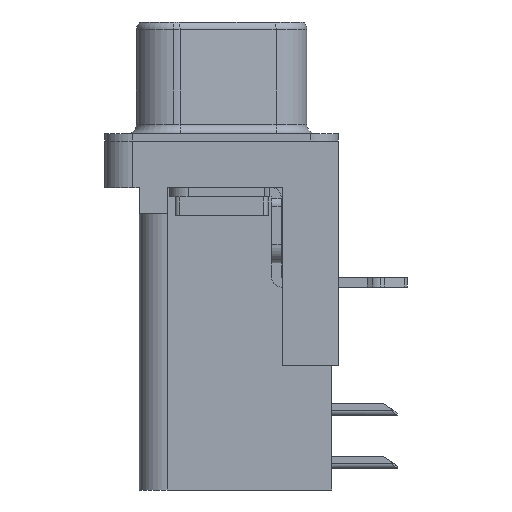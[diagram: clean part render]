
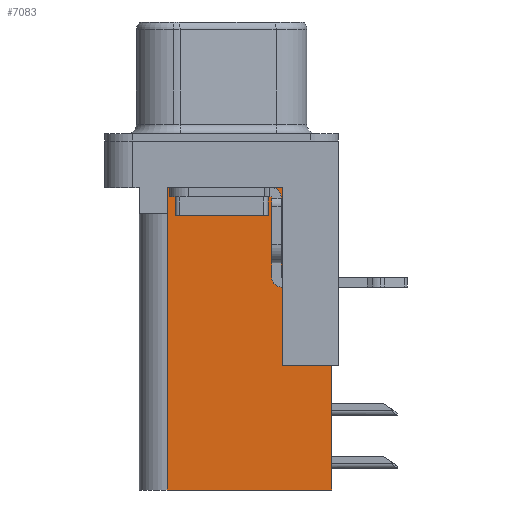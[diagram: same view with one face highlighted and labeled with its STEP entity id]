
A CAD part, left-side view. The second image highlights one B-rep face of the part: STEP entity #7083.
In plain terms, the highlighted planar face has unit normal (-1, 0, 0).
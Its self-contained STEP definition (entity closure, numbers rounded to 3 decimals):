
#90 = DIRECTION ( 'NONE',  ( 0., 0., 1. ) ) ;
#184 = CARTESIAN_POINT ( 'NONE',  ( 3.79, -3.295, -18.76 ) ) ;
#285 = CARTESIAN_POINT ( 'NONE',  ( 3.79, 2.895, -3.9 ) ) ;
#316 = LINE ( 'NONE', #2685, #7045 ) ;
#886 = CARTESIAN_POINT ( 'NONE',  ( 3.79, 2.925, -3.9 ) ) ;
#1171 = DIRECTION ( 'NONE',  ( 0., 1., 0. ) ) ;
#1579 = VERTEX_POINT ( 'NONE', #8439 ) ;
#1983 = LINE ( 'NONE', #2399, #8713 ) ;
#2394 = VERTEX_POINT ( 'NONE', #5040 ) ;
#2399 = CARTESIAN_POINT ( 'NONE',  ( 3.79, -5.925, -2. ) ) ;
#2554 = VECTOR ( 'NONE', #4677, 1000. ) ;
#2578 = VECTOR ( 'NONE', #9011, 1000. ) ;
#2607 = VECTOR ( 'NONE', #8270, 1000. ) ;
#2685 = CARTESIAN_POINT ( 'NONE',  ( 3.79, -6.295, -12.05 ) ) ;
#2812 = LINE ( 'NONE', #9041, #13091 ) ;
#2821 = EDGE_LOOP ( 'NONE', ( #14004, #6739, #6095, #5651, #10778, #10663, #11186, #14442 ) ) ;
#3273 = VECTOR ( 'NONE', #90, 1000. ) ;
#4123 = DIRECTION ( 'NONE',  ( 0., 1., 0. ) ) ;
#4677 = DIRECTION ( 'NONE',  ( 0., 1., 0. ) ) ;
#4977 = CARTESIAN_POINT ( 'NONE',  ( 3.79, 2.895, -3.9 ) ) ;
#4995 = EDGE_CURVE ( 'NONE', #2394, #7673, #13900, .T. ) ;
#5040 = CARTESIAN_POINT ( 'NONE',  ( 3.79, 2.925, -18.76 ) ) ;
#5178 = DIRECTION ( 'NONE',  ( 0., 0., -1. ) ) ;
#5391 = AXIS2_PLACEMENT_3D ( 'NONE', #11819, #9215, #1171 ) ;
#5433 = EDGE_CURVE ( 'NONE', #11691, #2394, #2812, .T. ) ;
#5436 = CARTESIAN_POINT ( 'NONE',  ( 3.79, 2.925, -18.76 ) ) ;
#5495 = EDGE_CURVE ( 'NONE', #1579, #11691, #1983, .T. ) ;
#5627 = EDGE_CURVE ( 'NONE', #1579, #8225, #316, .T. ) ;
#5651 = ORIENTED_EDGE ( 'NONE', *, *, #4995, .F. ) ;
#5693 = EDGE_CURVE ( 'NONE', #8225, #6756, #6192, .T. ) ;
#6095 = ORIENTED_EDGE ( 'NONE', *, *, #16552, .T. ) ;
#6192 = LINE ( 'NONE', #184, #2607 ) ;
#6219 = VECTOR ( 'NONE', #15687, 1000. ) ;
#6739 = ORIENTED_EDGE ( 'NONE', *, *, #15822, .T. ) ;
#6756 = VERTEX_POINT ( 'NONE', #8536 ) ;
#7045 = VECTOR ( 'NONE', #4123, 1000. ) ;
#7083 = ADVANCED_FACE ( 'NONE', ( #16994 ), #14450, .F. ) ;
#7136 = CARTESIAN_POINT ( 'NONE',  ( 3.79, -5.925, -18.76 ) ) ;
#7673 = VERTEX_POINT ( 'NONE', #886 ) ;
#8225 = VERTEX_POINT ( 'NONE', #16522 ) ;
#8270 = DIRECTION ( 'NONE',  ( 0., 0., 1. ) ) ;
#8439 = CARTESIAN_POINT ( 'NONE',  ( 3.79, -5.925, -12.05 ) ) ;
#8536 = CARTESIAN_POINT ( 'NONE',  ( 3.79, -3.295, -2.5 ) ) ;
#8713 = VECTOR ( 'NONE', #5178, 1000. ) ;
#9011 = DIRECTION ( 'NONE',  ( 0., 0., -1. ) ) ;
#9041 = CARTESIAN_POINT ( 'NONE',  ( 3.79, -3.295, -18.76 ) ) ;
#9215 = DIRECTION ( 'NONE',  ( 1., 0., 0. ) ) ;
#10376 = DIRECTION ( 'NONE',  ( 0., 1., 0. ) ) ;
#10497 = CARTESIAN_POINT ( 'NONE',  ( 3.79, -3.295, -2.5 ) ) ;
#10663 = ORIENTED_EDGE ( 'NONE', *, *, #5495, .F. ) ;
#10778 = ORIENTED_EDGE ( 'NONE', *, *, #5433, .F. ) ;
#11186 = ORIENTED_EDGE ( 'NONE', *, *, #5627, .T. ) ;
#11691 = VERTEX_POINT ( 'NONE', #7136 ) ;
#11819 = CARTESIAN_POINT ( 'NONE',  ( 3.79, -3.295, -18.76 ) ) ;
#12659 = CARTESIAN_POINT ( 'NONE',  ( 3.79, 0., -3.9 ) ) ;
#13091 = VECTOR ( 'NONE', #10376, 1000. ) ;
#13144 = EDGE_CURVE ( 'NONE', #6756, #14207, #16654, .T. ) ;
#13241 = LINE ( 'NONE', #12659, #2554 ) ;
#13900 = LINE ( 'NONE', #5436, #3273 ) ;
#14004 = ORIENTED_EDGE ( 'NONE', *, *, #13144, .T. ) ;
#14207 = VERTEX_POINT ( 'NONE', #16759 ) ;
#14442 = ORIENTED_EDGE ( 'NONE', *, *, #5693, .T. ) ;
#14450 = PLANE ( 'NONE',  #5391 ) ;
#15333 = VERTEX_POINT ( 'NONE', #285 ) ;
#15687 = DIRECTION ( 'NONE',  ( 0., 1., 0. ) ) ;
#15822 = EDGE_CURVE ( 'NONE', #14207, #15333, #16998, .T. ) ;
#16522 = CARTESIAN_POINT ( 'NONE',  ( 3.79, -3.295, -12.05 ) ) ;
#16552 = EDGE_CURVE ( 'NONE', #15333, #7673, #13241, .T. ) ;
#16654 = LINE ( 'NONE', #10497, #6219 ) ;
#16759 = CARTESIAN_POINT ( 'NONE',  ( 3.79, 2.895, -2.5 ) ) ;
#16994 = FACE_OUTER_BOUND ( 'NONE', #2821, .T. ) ;
#16998 = LINE ( 'NONE', #4977, #2578 ) ;
